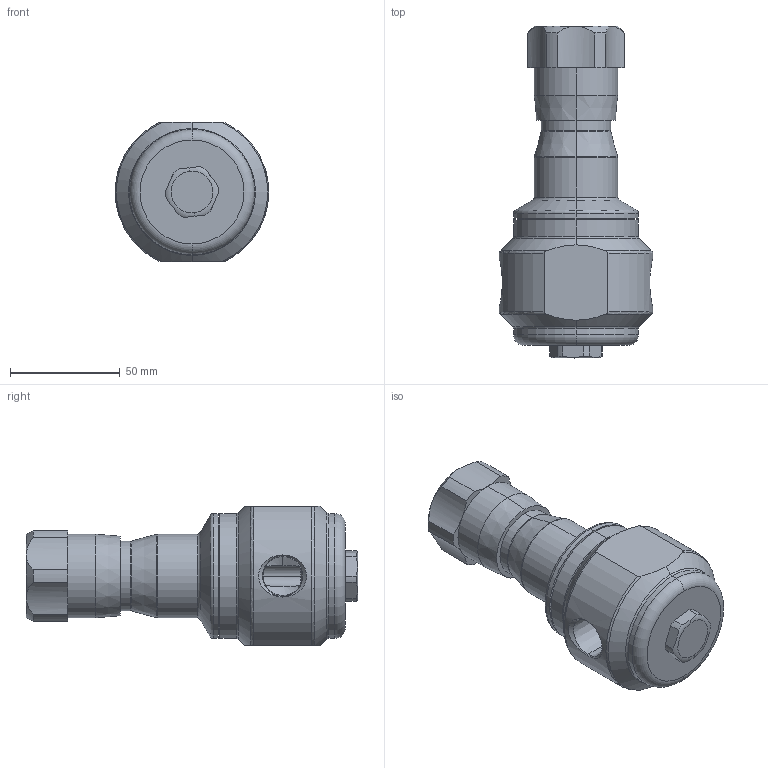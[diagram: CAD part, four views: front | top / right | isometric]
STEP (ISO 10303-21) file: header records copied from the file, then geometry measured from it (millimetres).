
FILE_DESCRIPTION (( 'STEP AP203' ), '1' );
FILE_NAME ('JSR-050-PA.STEP', '2017-06-21T14:51:04', ( '' ), ( '' ), 'SwSTEP 2.0', 'SolidWorks 2014', '' );
FILE_SCHEMA (( 'CONFIG_CONTROL_DESIGN' ));
Length unit declared in the file: inch
Products named in the file (2): JSR-050-PA
Bounding box: 69.85 x 151.13 x 63.5 mm (x, y, z)
Volume: 282022.6 mm3; surface area: 32434 mm2
Topology: 1 solids, 1 shells, 113 faces, 270 edges, 163 vertices
Faces by surface type: cylinder 38, cone 33, torus 22, plane 20
Entity records: 4049 total; most frequent: CARTESIAN_POINT 1296, DIRECTION 573, ORIENTED_EDGE 536, EDGE_CURVE 268, AXIS2_PLACEMENT_3D 249, VERTEX_POINT 163, CIRCLE 134, EDGE_LOOP 119
